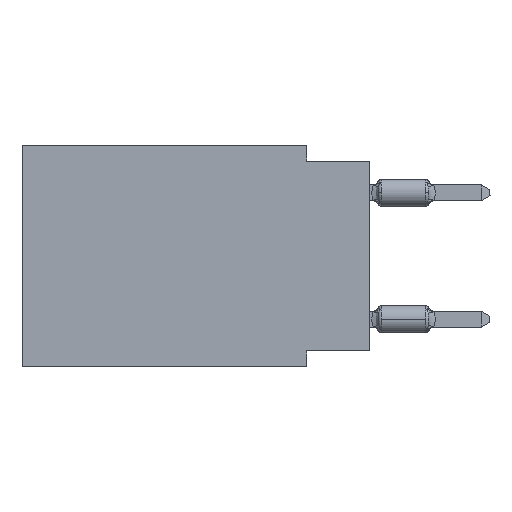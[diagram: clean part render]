
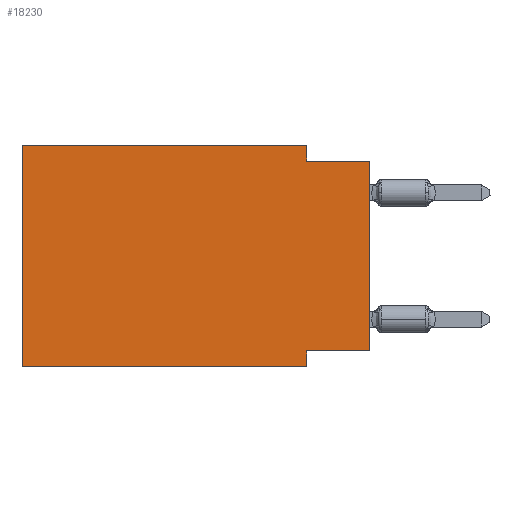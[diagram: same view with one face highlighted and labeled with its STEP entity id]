
A CAD part, left-side view. The second image highlights one B-rep face of the part: STEP entity #18230.
In plain terms, the highlighted planar face has unit normal (-1, 0, 0).
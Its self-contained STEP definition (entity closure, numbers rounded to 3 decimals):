
#269 = ORIENTED_EDGE ( 'NONE', *, *, #12142, .T. ) ;
#499 = VECTOR ( 'NONE', #13768, 1000. ) ;
#689 = ORIENTED_EDGE ( 'NONE', *, *, #22224, .F. ) ;
#1176 = DIRECTION ( 'NONE',  ( 0., -1., 0. ) ) ;
#1648 = VERTEX_POINT ( 'NONE', #22408 ) ;
#2319 = AXIS2_PLACEMENT_3D ( 'NONE', #7458, #2874, #9239 ) ;
#2549 = VERTEX_POINT ( 'NONE', #3034 ) ;
#2751 = ORIENTED_EDGE ( 'NONE', *, *, #8935, .F. ) ;
#2874 = DIRECTION ( 'NONE',  ( 1., 0., 0. ) ) ;
#3034 = CARTESIAN_POINT ( 'NONE',  ( 0., 0., -0.635 ) ) ;
#3081 = CARTESIAN_POINT ( 'NONE',  ( 0., 0., -8.255 ) ) ;
#3141 = ORIENTED_EDGE ( 'NONE', *, *, #12953, .F. ) ;
#3860 = CARTESIAN_POINT ( 'NONE',  ( 0., 2.54, -8.89 ) ) ;
#3985 = VERTEX_POINT ( 'NONE', #17026 ) ;
#5346 = CARTESIAN_POINT ( 'NONE',  ( 0., 13.97, -8.89 ) ) ;
#5885 = ORIENTED_EDGE ( 'NONE', *, *, #13788, .F. ) ;
#5946 = VERTEX_POINT ( 'NONE', #14604 ) ;
#7060 = VECTOR ( 'NONE', #17450, 1000. ) ;
#7276 = CARTESIAN_POINT ( 'NONE',  ( 0., 2.54, 0. ) ) ;
#7458 = CARTESIAN_POINT ( 'NONE',  ( 0., 13.97, 0. ) ) ;
#7823 = LINE ( 'NONE', #26181, #26814 ) ;
#8173 = VERTEX_POINT ( 'NONE', #12529 ) ;
#8450 = VERTEX_POINT ( 'NONE', #5346 ) ;
#8935 = EDGE_CURVE ( 'NONE', #3985, #1648, #7823, .T. ) ;
#9050 = CARTESIAN_POINT ( 'NONE',  ( 0., 2.54, -8.89 ) ) ;
#9239 = DIRECTION ( 'NONE',  ( 0., 0., -1. ) ) ;
#9400 = FACE_OUTER_BOUND ( 'NONE', #26877, .T. ) ;
#12142 = EDGE_CURVE ( 'NONE', #8450, #15631, #26773, .T. ) ;
#12498 = ORIENTED_EDGE ( 'NONE', *, *, #13561, .T. ) ;
#12529 = CARTESIAN_POINT ( 'NONE',  ( 0., 2.54, -8.255 ) ) ;
#12953 = EDGE_CURVE ( 'NONE', #8173, #15631, #22086, .T. ) ;
#13561 = EDGE_CURVE ( 'NONE', #25770, #2549, #23089, .T. ) ;
#13768 = DIRECTION ( 'NONE',  ( 0., 0., 1. ) ) ;
#13788 = EDGE_CURVE ( 'NONE', #25770, #8173, #14770, .T. ) ;
#14381 = DIRECTION ( 'NONE',  ( 0., 0., -1. ) ) ;
#14516 = ORIENTED_EDGE ( 'NONE', *, *, #17981, .F. ) ;
#14604 = CARTESIAN_POINT ( 'NONE',  ( 0., 2.54, -0.635 ) ) ;
#14770 = LINE ( 'NONE', #3081, #27455 ) ;
#15129 = DIRECTION ( 'NONE',  ( 0., 0., -1. ) ) ;
#15631 = VERTEX_POINT ( 'NONE', #9050 ) ;
#16267 = CARTESIAN_POINT ( 'NONE',  ( 0., 0., 0. ) ) ;
#16530 = VECTOR ( 'NONE', #15129, 1000. ) ;
#17026 = CARTESIAN_POINT ( 'NONE',  ( 0., 13.97, 0. ) ) ;
#17450 = DIRECTION ( 'NONE',  ( 0., -1., 0. ) ) ;
#17898 = CARTESIAN_POINT ( 'NONE',  ( 0., 0., -8.255 ) ) ;
#17981 = EDGE_CURVE ( 'NONE', #5946, #2549, #26414, .T. ) ;
#18230 = ADVANCED_FACE ( 'NONE', ( #9400 ), #18716, .F. ) ;
#18716 = PLANE ( 'NONE',  #2319 ) ;
#19941 = EDGE_CURVE ( 'NONE', #1648, #5946, #23274, .T. ) ;
#20374 = LINE ( 'NONE', #26719, #23707 ) ;
#20517 = DIRECTION ( 'NONE',  ( 0., 0., 1. ) ) ;
#21581 = DIRECTION ( 'NONE',  ( 0., 1., 0. ) ) ;
#22086 = LINE ( 'NONE', #3860, #16530 ) ;
#22224 = EDGE_CURVE ( 'NONE', #8450, #3985, #20374, .T. ) ;
#22344 = CARTESIAN_POINT ( 'NONE',  ( 0., 13.97, -8.89 ) ) ;
#22408 = CARTESIAN_POINT ( 'NONE',  ( 0., 2.54, 0. ) ) ;
#23089 = LINE ( 'NONE', #16267, #499 ) ;
#23274 = LINE ( 'NONE', #7276, #25484 ) ;
#23707 = VECTOR ( 'NONE', #20517, 1000. ) ;
#25484 = VECTOR ( 'NONE', #14381, 1000. ) ;
#25770 = VERTEX_POINT ( 'NONE', #17898 ) ;
#25890 = ORIENTED_EDGE ( 'NONE', *, *, #19941, .F. ) ;
#26181 = CARTESIAN_POINT ( 'NONE',  ( 0., 13.97, 0. ) ) ;
#26414 = LINE ( 'NONE', #26554, #27831 ) ;
#26554 = CARTESIAN_POINT ( 'NONE',  ( 0., 0., -0.635 ) ) ;
#26719 = CARTESIAN_POINT ( 'NONE',  ( 0., 13.97, 0. ) ) ;
#26773 = LINE ( 'NONE', #22344, #7060 ) ;
#26814 = VECTOR ( 'NONE', #1176, 1000. ) ;
#26877 = EDGE_LOOP ( 'NONE', ( #12498, #14516, #25890, #2751, #689, #269, #3141, #5885 ) ) ;
#27455 = VECTOR ( 'NONE', #21581, 1000. ) ;
#27831 = VECTOR ( 'NONE', #29219, 1000. ) ;
#29219 = DIRECTION ( 'NONE',  ( 0., -1., 0. ) ) ;
